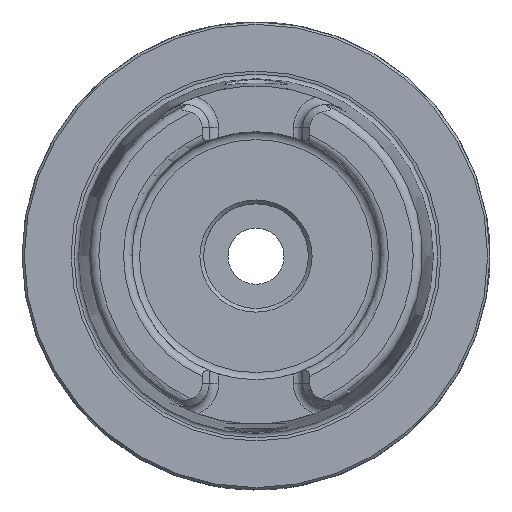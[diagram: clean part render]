
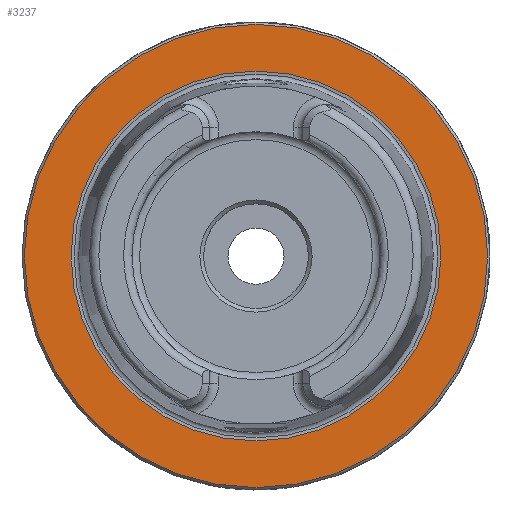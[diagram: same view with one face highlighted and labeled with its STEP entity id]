
A CAD part, top view. The second image highlights one B-rep face of the part: STEP entity #3237.
In plain terms, the highlighted planar face has unit normal (0, 0, 1).
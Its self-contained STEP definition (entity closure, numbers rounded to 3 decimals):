
#727=ORIENTED_EDGE('',*,*,#1178,.T.);
#728=ORIENTED_EDGE('',*,*,#1176,.F.);
#1176=EDGE_CURVE('',#1405,#1405,#1533,.T.);
#1178=EDGE_CURVE('',#1407,#1407,#1535,.T.);
#1405=VERTEX_POINT('',#5139);
#1407=VERTEX_POINT('',#5144);
#1533=CIRCLE('',#3474,39.511);
#1535=CIRCLE('',#3477,49.5);
#1697=EDGE_LOOP('',(#727));
#1698=EDGE_LOOP('',(#728));
#1927=FACE_BOUND('',#1697,.T.);
#1928=FACE_BOUND('',#1698,.T.);
#2085=PLANE('',#3476);
#3237=ADVANCED_FACE('',(#1927,#1928),#2085,.T.);
#3474=AXIS2_PLACEMENT_3D('',#5138,#4006,#4007);
#3476=AXIS2_PLACEMENT_3D('',#5142,#4010,#4011);
#3477=AXIS2_PLACEMENT_3D('',#5143,#4012,#4013);
#4006=DIRECTION('',(0.,0.,1.));
#4007=DIRECTION('',(1.,0.,0.));
#4010=DIRECTION('',(0.,0.,1.));
#4011=DIRECTION('',(1.,0.,0.));
#4012=DIRECTION('',(0.,0.,1.));
#4013=DIRECTION('',(1.,0.,0.));
#5138=CARTESIAN_POINT('',(0.,0.,0.));
#5139=CARTESIAN_POINT('',(39.511,0.,0.));
#5142=CARTESIAN_POINT('',(49.5,0.,0.));
#5143=CARTESIAN_POINT('',(0.,0.,0.));
#5144=CARTESIAN_POINT('',(49.5,0.,0.));
